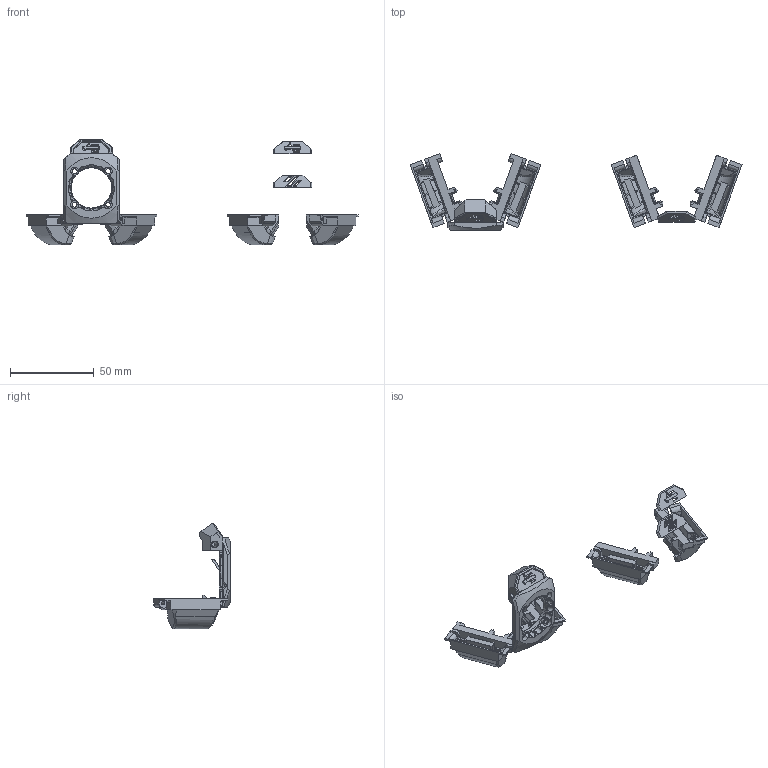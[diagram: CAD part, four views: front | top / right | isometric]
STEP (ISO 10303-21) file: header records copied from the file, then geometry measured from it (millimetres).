
FILE_DESCRIPTION(/* description */ ('STEP AP242','CAx-IF Rec.Pracs.---Representation and Presentation of Product Manufacturing Information (PMI)---4.0---2014-10-13','CAx-IF Rec.Pracs.---3D Tessellated Geometry---0.4---2014-09-14','2;1'),/* implementation_level */ '2;1');
FILE_NAME(/* name */ '6445b0451b16a64ce0073107',/* time_stamp */ '2023-04-23T22:25:12+00:00',/* author */ (''),/* organization */ (''),/* preprocessor_version */ 'ST-DEVELOPER v18.102',/* originating_system */ ' ',/* authorisation */ ' ');
FILE_SCHEMA (('AP242_MANAGED_MODEL_BASED_3D_ENGINEERING_MIM_LF { 1 0 10303 442 1 1 4 }'));
Products named in the file (10): Faceplate - Rapido 2 - LED; Faceplate - Rapido 1 - LED; 4010 Ducts - Tri-Vane - Left - TAP; Logo plate [AE with horizontal cutouts]; 4010 Ducts - Tri-Vane - Left; 4010 Ducts - Tri-Vane - Right; 4010 Ducts - Tri-Vane - Right - TAP; Logo plate [Voron]; Logo plate [AE simple]; [white]diffuser
Bounding box: 198.08 x 45.71 x 63.07 mm (x, y, z)
Volume: 19152.7 mm3; surface area: 28743.3 mm2
Topology: 10 solids, 10 shells, 1487 faces, 4303 edges, 2713 vertices
Faces by surface type: plane 1045, bspline 174, cylinder 160, cone 55, sphere 27, torus 26
Full cylindrical faces by diameter (mm): 2.1 x8, 2.8 x4, 2.9 x4, 3.2 x4
Entity records: 53398 total; most frequent: CARTESIAN_POINT 15796, ORIENTED_EDGE 8498, DIRECTION 6729, EDGE_CURVE 4249, LINE 2997, VECTOR 2997, VERTEX_POINT 2705, AXIS2_PLACEMENT_3D 1866
